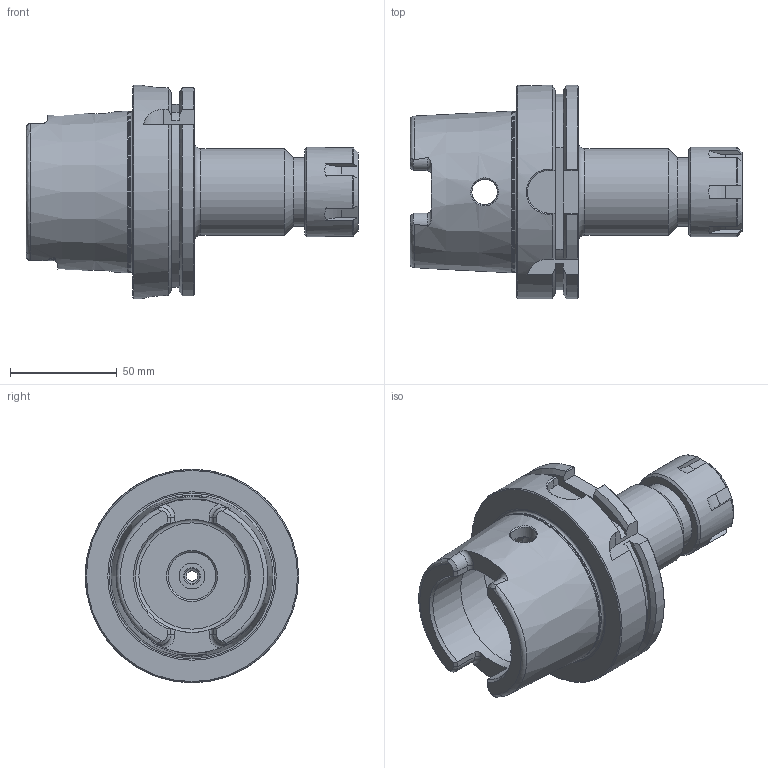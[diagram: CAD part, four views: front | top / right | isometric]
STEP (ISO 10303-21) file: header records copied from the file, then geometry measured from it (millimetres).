
FILE_DESCRIPTION((''),'2;1');
FILE_NAME('H100-25ER416CN.stp','2014-08-08T11:48:27',('kaykin'),(''),'Autodesk Inventor 2012','Autodesk Inventor 2012','');
FILE_SCHEMA(('AUTOMOTIVE_DESIGN { 1 0 10303 214 1 1 1 1 }'));
Length unit declared in the file: inch
Products named in the file (4): H100-25ER416CN; H100-25ER4-1; 25ERCN; BS-11
Assembly tree (3 placements, depth 2):
  H100-25ER416CN
    H100-25ER4-1
    25ERCN
    BS-11
Bounding box: 155.66 x 100 x 100 mm (x, y, z)
Volume: 327253 mm3; surface area: 69314.1 mm2
Topology: 3 solids, 3 shells, 211 faces, 539 edges, 343 vertices
Faces by surface type: plane 82, cylinder 57, cone 42, torus 19, bspline 11
Full cylindrical faces by diameter (mm): 7.112 x1, 10 x1, 11.989 x1, 12 x3, 15.113 x2, 15.748 x1, 17.297 x1, 18.034 x1, 19.939 x1, 20.18 x1, 22.377 x1, 25.016 x1, 26.86 x1, 30.5 x1, 32 x1, 32.88 x1, 40.513 x1, 42 x1, 53 x2, 63 x1, 75.364 x1, 100 x1
Entity records: 7138 total; most frequent: CARTESIAN_POINT 2268, ORIENTED_EDGE 944, DIRECTION 919, EDGE_CURVE 472, AXIS2_PLACEMENT_3D 378, VERTEX_POINT 331, EDGE_LOOP 285, FACE_OUTER_BOUND 211
